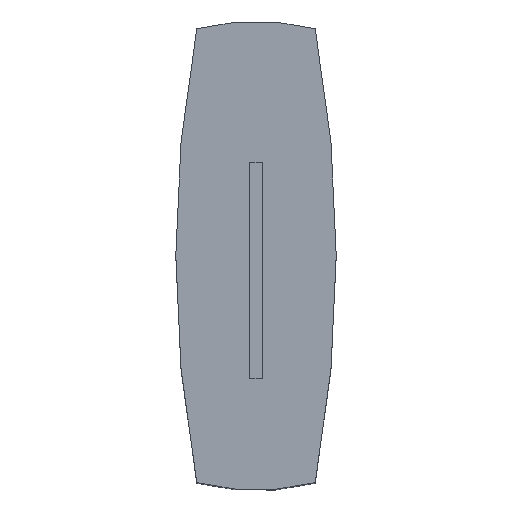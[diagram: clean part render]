
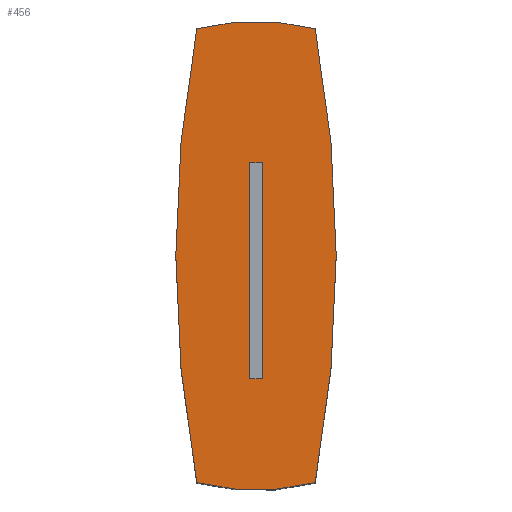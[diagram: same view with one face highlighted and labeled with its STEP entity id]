
A CAD part, top view. The second image highlights one B-rep face of the part: STEP entity #456.
In plain terms, the highlighted planar face has unit normal (0, 0, 1).
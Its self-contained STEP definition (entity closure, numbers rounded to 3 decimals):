
#28=LINE('',#619,#56);
#29=LINE('',#622,#57);
#30=LINE('',#624,#58);
#31=LINE('',#626,#59);
#56=VECTOR('',#525,1000.);
#57=VECTOR('',#526,1000.);
#58=VECTOR('',#527,1000.);
#59=VECTOR('',#528,1000.);
#84=ORIENTED_EDGE('',*,*,#168,.T.);
#85=ORIENTED_EDGE('',*,*,#169,.T.);
#86=ORIENTED_EDGE('',*,*,#170,.T.);
#87=ORIENTED_EDGE('',*,*,#171,.T.);
#88=ORIENTED_EDGE('',*,*,#172,.T.);
#89=ORIENTED_EDGE('',*,*,#173,.T.);
#90=ORIENTED_EDGE('',*,*,#174,.F.);
#91=ORIENTED_EDGE('',*,*,#175,.F.);
#168=EDGE_CURVE('',#210,#211,#240,.T.);
#169=EDGE_CURVE('',#211,#212,#241,.T.);
#170=EDGE_CURVE('',#212,#213,#242,.T.);
#171=EDGE_CURVE('',#213,#210,#243,.T.);
#172=EDGE_CURVE('',#214,#215,#28,.T.);
#173=EDGE_CURVE('',#215,#216,#29,.T.);
#174=EDGE_CURVE('',#217,#216,#30,.T.);
#175=EDGE_CURVE('',#214,#217,#31,.T.);
#210=VERTEX_POINT('',#612);
#211=VERTEX_POINT('',#613);
#212=VERTEX_POINT('',#615);
#213=VERTEX_POINT('',#617);
#214=VERTEX_POINT('',#620);
#215=VERTEX_POINT('',#621);
#216=VERTEX_POINT('',#623);
#217=VERTEX_POINT('',#625);
#240=CIRCLE('',#481,19.);
#241=CIRCLE('',#482,100.);
#242=CIRCLE('',#483,19.);
#243=CIRCLE('',#484,100.);
#254=EDGE_LOOP('',(#84,#85,#86,#87));
#255=EDGE_LOOP('',(#88,#89,#90,#91));
#282=FACE_BOUND('',#254,.T.);
#283=FACE_BOUND('',#255,.T.);
#310=PLANE('',#480);
#456=ADVANCED_FACE('',(#282,#283),#310,.T.);
#480=AXIS2_PLACEMENT_3D('',#610,#515,#516);
#481=AXIS2_PLACEMENT_3D('',#611,#517,#518);
#482=AXIS2_PLACEMENT_3D('',#614,#519,#520);
#483=AXIS2_PLACEMENT_3D('',#616,#521,#522);
#484=AXIS2_PLACEMENT_3D('',#618,#523,#524);
#515=DIRECTION('',(0.,0.,1.));
#516=DIRECTION('',(1.,0.,0.));
#517=DIRECTION('',(0.,0.,1.));
#518=DIRECTION('',(1.,0.,0.));
#519=DIRECTION('',(0.,0.,1.));
#520=DIRECTION('',(1.,0.,0.));
#521=DIRECTION('',(0.,0.,1.));
#522=DIRECTION('',(1.,0.,0.));
#523=DIRECTION('',(0.,0.,1.));
#524=DIRECTION('',(1.,0.,0.));
#525=DIRECTION('',(-1.,0.,0.));
#526=DIRECTION('',(0.,1.,0.));
#527=DIRECTION('',(-1.,0.,0.));
#528=DIRECTION('',(0.,1.,0.));
#610=CARTESIAN_POINT('',(46.75,0.,0.));
#611=CARTESIAN_POINT('',(0.,0.,0.));
#612=CARTESIAN_POINT('',(4.795,18.385,0.));
#613=CARTESIAN_POINT('',(-4.795,18.385,0.));
#614=CARTESIAN_POINT('',(93.5,0.,0.));
#615=CARTESIAN_POINT('',(-4.795,-18.385,0.));
#616=CARTESIAN_POINT('',(0.,0.,0.));
#617=CARTESIAN_POINT('',(4.795,-18.385,0.));
#618=CARTESIAN_POINT('',(-93.5,0.,0.));
#619=CARTESIAN_POINT('',(0.5,-3.,0.));
#620=CARTESIAN_POINT('',(0.5,-3.,0.));
#621=CARTESIAN_POINT('',(-0.5,-3.,0.));
#622=CARTESIAN_POINT('',(-0.5,-3.,0.));
#623=CARTESIAN_POINT('',(-0.5,4.5,0.));
#624=CARTESIAN_POINT('',(0.5,4.5,0.));
#625=CARTESIAN_POINT('',(0.5,4.5,0.));
#626=CARTESIAN_POINT('',(0.5,-3.,0.));
